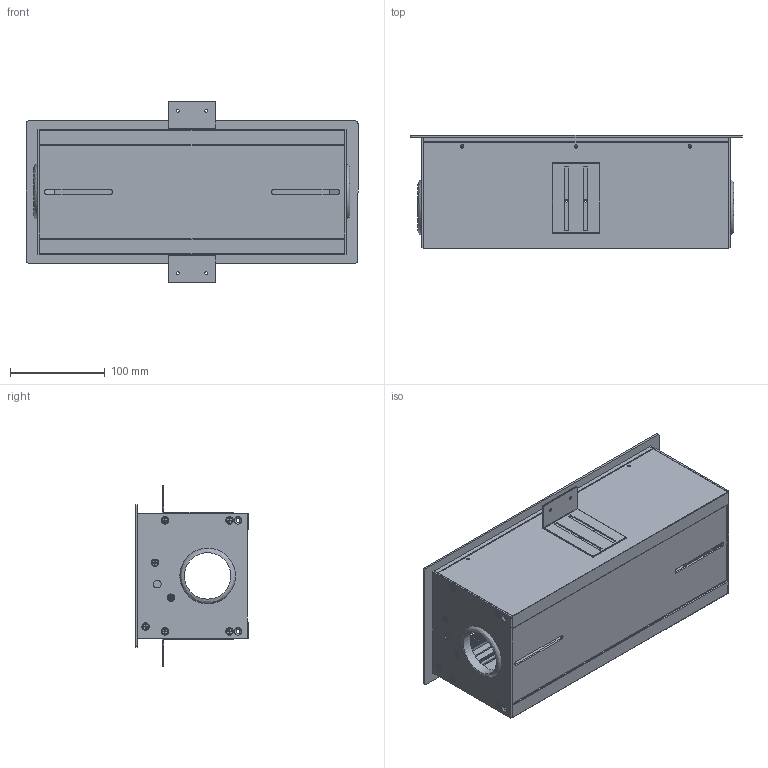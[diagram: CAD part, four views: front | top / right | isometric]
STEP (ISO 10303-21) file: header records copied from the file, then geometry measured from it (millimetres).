
FILE_DESCRIPTION (( 'STEP AP214' ), '1' );
FILE_NAME ('TwinBox M350 Assembly.STEP', '2024-03-05T15:53:53', ( '' ), ( '' ), 'SwSTEP 2.0', 'SolidWorks 2024', '' );
FILE_SCHEMA (( 'AUTOMOTIVE_DESIGN' ));
Length unit declared in the file: millimetre
Products named in the file (21): PRODUCT_14; PRODUCT_11; TwinBox_Parts; PRODUCT_08; PRODUCT_12730_03; PRODUCT_07; PRODUCT_09; PRODUCT_13; PRODUCT_12730_01; ASM0010; TwinBox M350 Assembly; MirrorWinkel zu Twinbox; PRODUCT_12730; PRODUCT_12730_12; PRODUCT_12730_05; PRODUCT_06; PRODUCT_10; PRODUCT_12730_04; PRODUCT_1273; PRODUCT_12730_02; Winkel zu Twinbox
Assembly tree (37 placements, depth 5):
  TwinBox M350 Assembly
    TwinBox_Parts
      ASM0010
        PRODUCT_06
        PRODUCT_07  x2
        PRODUCT_08  x2
        PRODUCT_09
        PRODUCT_10  x2
        PRODUCT_11
        PRODUCT_12730_12  x13
        PRODUCT_13
        PRODUCT_14  x2
      PRODUCT_1273  x2
        PRODUCT_12730
          PRODUCT_12730_01
          PRODUCT_12730_02
          PRODUCT_12730_03
          PRODUCT_12730_04
          PRODUCT_12730_05
    Winkel zu Twinbox
    MirrorWinkel zu Twinbox
Bounding box: 350 x 119 x 191.19 mm (x, y, z)
Volume: 586013.6 mm3; surface area: 569507.7 mm2
Topology: 37 solids, 37 shells, 2543 faces, 7034 edges, 4648 vertices
Faces by surface type: plane 2074, cylinder 200, bspline 159, cone 110
Full cylindrical faces by diameter (mm): 2.4 x1, 2.5 x17, 3 x4, 3.1 x4, 3.5 x12, 4.2 x18, 8 x2, 10.7 x2, 18 x2, 49 x2, 53 x2, 54 x2
Entity records: 42340 total; most frequent: CARTESIAN_POINT 10230, ORIENTED_EDGE 6624, DIRECTION 6129, EDGE_CURVE 3312, VECTOR 2811, LINE 2811, VERTEX_POINT 2191, AXIS2_PLACEMENT_3D 1659
